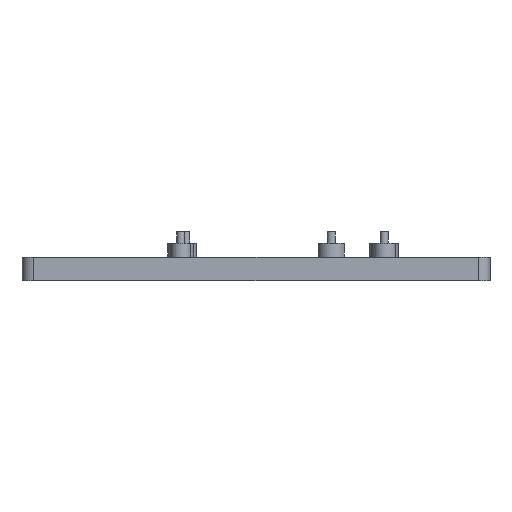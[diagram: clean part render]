
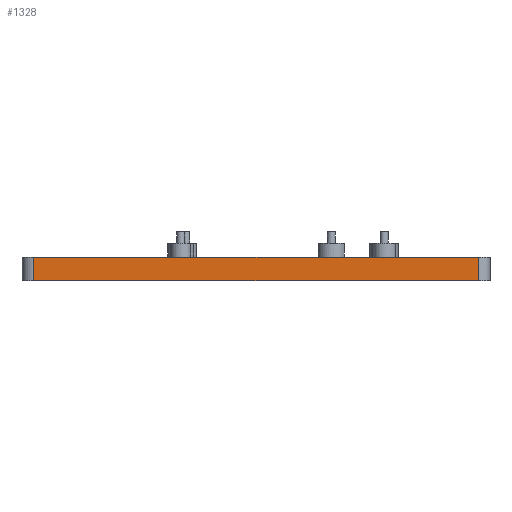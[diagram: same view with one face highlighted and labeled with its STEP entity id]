
A CAD part, front view. The second image highlights one B-rep face of the part: STEP entity #1328.
In plain terms, the highlighted planar face has unit normal (0, -1, 0).
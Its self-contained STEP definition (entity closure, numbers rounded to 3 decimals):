
#66 = VERTEX_POINT('',#67);
#67 = CARTESIAN_POINT('',(57.,-200.,-6.));
#74 = EDGE_CURVE('',#66,#75,#77,.T.);
#75 = VERTEX_POINT('',#76);
#76 = CARTESIAN_POINT('',(-57.,-200.,-6.));
#77 = LINE('',#78,#79);
#78 = CARTESIAN_POINT('',(60.,-200.,-6.));
#79 = VECTOR('',#80,1.);
#80 = DIRECTION('',(-1.,0.,0.));
#1308 = VERTEX_POINT('',#1309);
#1309 = CARTESIAN_POINT('',(57.,-200.,0.));
#1316 = EDGE_CURVE('',#1308,#66,#1317,.T.);
#1317 = LINE('',#1318,#1319);
#1318 = CARTESIAN_POINT('',(57.,-200.,0.));
#1319 = VECTOR('',#1320,1.);
#1320 = DIRECTION('',(-0.,-0.,-1.));
#1328 = ADVANCED_FACE('',(#1329),#1347,.F.);
#1329 = FACE_BOUND('',#1330,.F.);
#1330 = EDGE_LOOP('',(#1331,#1339,#1340,#1341));
#1331 = ORIENTED_EDGE('',*,*,#1332,.F.);
#1332 = EDGE_CURVE('',#1308,#1333,#1335,.T.);
#1333 = VERTEX_POINT('',#1334);
#1334 = CARTESIAN_POINT('',(-57.,-200.,0.));
#1335 = LINE('',#1336,#1337);
#1336 = CARTESIAN_POINT('',(60.,-200.,0.));
#1337 = VECTOR('',#1338,1.);
#1338 = DIRECTION('',(-1.,0.,0.));
#1339 = ORIENTED_EDGE('',*,*,#1316,.T.);
#1340 = ORIENTED_EDGE('',*,*,#74,.T.);
#1341 = ORIENTED_EDGE('',*,*,#1342,.F.);
#1342 = EDGE_CURVE('',#1333,#75,#1343,.T.);
#1343 = LINE('',#1344,#1345);
#1344 = CARTESIAN_POINT('',(-57.,-200.,0.));
#1345 = VECTOR('',#1346,1.);
#1346 = DIRECTION('',(-0.,-0.,-1.));
#1347 = PLANE('',#1348);
#1348 = AXIS2_PLACEMENT_3D('',#1349,#1350,#1351);
#1349 = CARTESIAN_POINT('',(60.,-200.,0.));
#1350 = DIRECTION('',(0.,1.,0.));
#1351 = DIRECTION('',(-1.,0.,0.));
